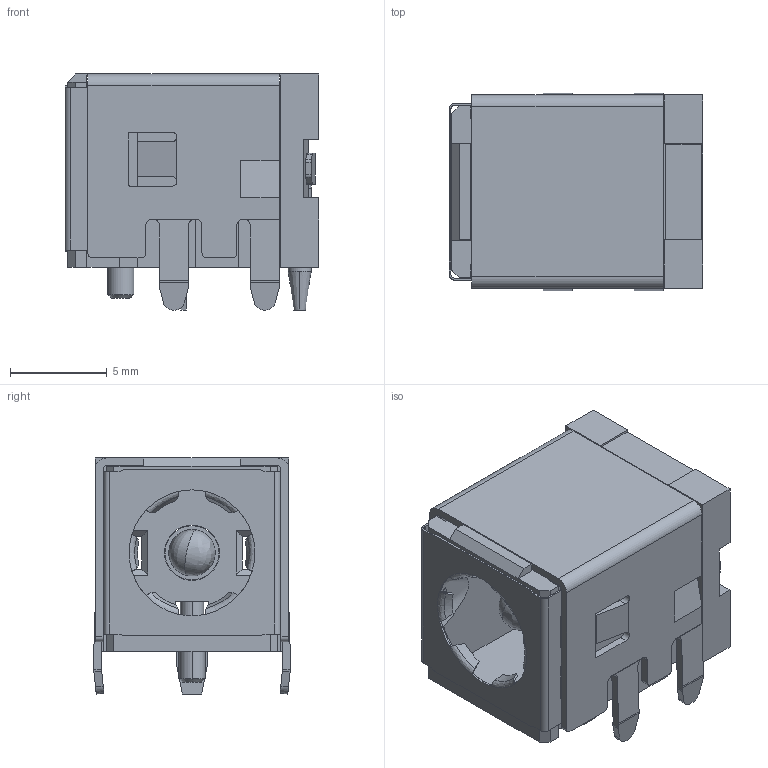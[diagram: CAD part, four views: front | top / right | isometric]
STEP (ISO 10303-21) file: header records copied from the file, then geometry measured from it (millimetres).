
FILE_DESCRIPTION(('STEP AP214'),'1');
FILE_NAME('pj-082bh.stp','2018-08-13T06:00:27',('TraceParts'),('TraceParts S.A.'),'Spatial InterOp 3D',' ',' ');
FILE_SCHEMA(('automotive_design'));
Length unit declared in the file: millimetre
Products named in the file (12): pj-082bh_1; pj-082bh_2; pj-082bh_3; pj-082bh_4; pj-082bh_5; pj-082bh_6; pj-082bh_7; pj-082bh_8; pj-082bh_9; pj-082bh_10; pj-082bh_11; pj-082bh_12
Bounding box: 13.13 x 10.2 x 12.2 mm (x, y, z)
Volume: 633 mm3; surface area: 2253.5 mm2
Topology: 12 solids, 12 shells, 628 faces, 1733 edges, 1127 vertices
Faces by surface type: plane 404, cylinder 146, cone 42, bspline 36
Entity records: 26103 total; most frequent: CARTESIAN_POINT 5003, ORIENTED_EDGE 3458, DIRECTION 3109, EDGE_CURVE 1729, LINE 1203, VECTOR 1203, VERTEX_POINT 1127, AXIS2_PLACEMENT_3D 953
